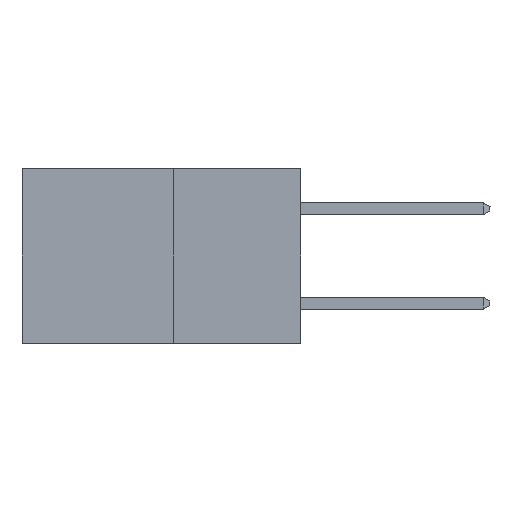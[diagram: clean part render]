
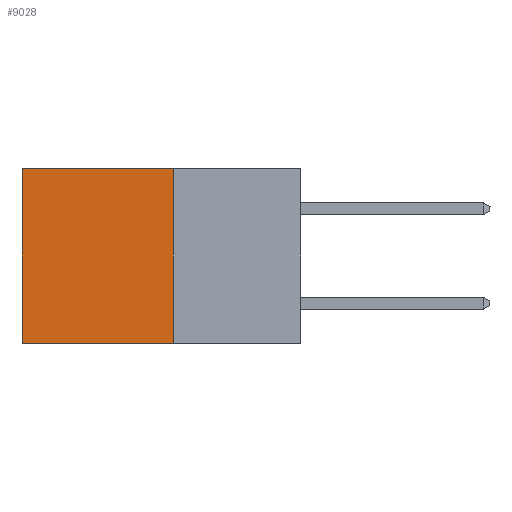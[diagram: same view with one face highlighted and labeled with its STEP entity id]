
A CAD part, left-side view. The second image highlights one B-rep face of the part: STEP entity #9028.
In plain terms, the highlighted planar face has unit normal (-1, 0, 0).
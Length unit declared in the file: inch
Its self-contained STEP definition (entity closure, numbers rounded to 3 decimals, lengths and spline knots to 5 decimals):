
#297 = VECTOR ( 'NONE', #9707, 39.37008 ) ;
#480 = CARTESIAN_POINT ( 'NONE',  ( 0.277, 0.27, -0.37 ) ) ;
#543 = CARTESIAN_POINT ( 'NONE',  ( 0.277, 0.59, -0.37 ) ) ;
#760 = EDGE_CURVE ( 'NONE', #7989, #11386, #7666, .T. ) ;
#1172 = EDGE_CURVE ( 'NONE', #6797, #4849, #10839, .T. ) ;
#1455 = ORIENTED_EDGE ( 'NONE', *, *, #1172, .T. ) ;
#1503 = ORIENTED_EDGE ( 'NONE', *, *, #7541, .F. ) ;
#1865 = ORIENTED_EDGE ( 'NONE', *, *, #760, .F. ) ;
#1967 = DIRECTION ( 'NONE',  ( 0., 0., -1. ) ) ;
#2104 = ORIENTED_EDGE ( 'NONE', *, *, #7054, .T. ) ;
#2380 = VECTOR ( 'NONE', #7991, 39.37008 ) ;
#3776 = CARTESIAN_POINT ( 'NONE',  ( 0.277, 0.27, 0. ) ) ;
#4849 = VERTEX_POINT ( 'NONE', #543 ) ;
#5285 = VECTOR ( 'NONE', #7475, 39.37008 ) ;
#6087 = CARTESIAN_POINT ( 'NONE',  ( 0.277, 0.27, 0. ) ) ;
#6509 = EDGE_LOOP ( 'NONE', ( #1455, #1503, #1865, #2104 ) ) ;
#6797 = VERTEX_POINT ( 'NONE', #10254 ) ;
#6865 = CARTESIAN_POINT ( 'NONE',  ( 0.277, 0.27, -0.37 ) ) ;
#6921 = PLANE ( 'NONE',  #9532 ) ;
#7054 = EDGE_CURVE ( 'NONE', #7989, #6797, #8252, .T. ) ;
#7431 = DIRECTION ( 'NONE',  ( 0., 0., -1. ) ) ;
#7469 = CARTESIAN_POINT ( 'NONE',  ( 0.277, 0.59, -0.37 ) ) ;
#7475 = DIRECTION ( 'NONE',  ( 0., 1., 0. ) ) ;
#7541 = EDGE_CURVE ( 'NONE', #11386, #4849, #10517, .T. ) ;
#7666 = LINE ( 'NONE', #11266, #2380 ) ;
#7894 = DIRECTION ( 'NONE',  ( 1., 0., 0. ) ) ;
#7989 = VERTEX_POINT ( 'NONE', #6087 ) ;
#7991 = DIRECTION ( 'NONE',  ( 0., 0., -1. ) ) ;
#8252 = LINE ( 'NONE', #3776, #297 ) ;
#8265 = VECTOR ( 'NONE', #7431, 39.37008 ) ;
#9028 = ADVANCED_FACE ( 'NONE', ( #12523 ), #6921, .F. ) ;
#9532 = AXIS2_PLACEMENT_3D ( 'NONE', #12639, #7894, #1967 ) ;
#9707 = DIRECTION ( 'NONE',  ( 0., 1., 0. ) ) ;
#10254 = CARTESIAN_POINT ( 'NONE',  ( 0.277, 0.59, 0. ) ) ;
#10517 = LINE ( 'NONE', #480, #5285 ) ;
#10839 = LINE ( 'NONE', #7469, #8265 ) ;
#11266 = CARTESIAN_POINT ( 'NONE',  ( 0.277, 0.27, -0.37 ) ) ;
#11386 = VERTEX_POINT ( 'NONE', #6865 ) ;
#12523 = FACE_OUTER_BOUND ( 'NONE', #6509, .T. ) ;
#12639 = CARTESIAN_POINT ( 'NONE',  ( 0.277, 0.27, -0.37 ) ) ;
